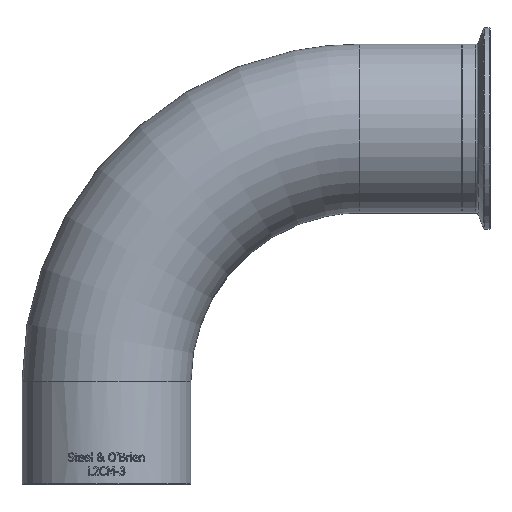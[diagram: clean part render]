
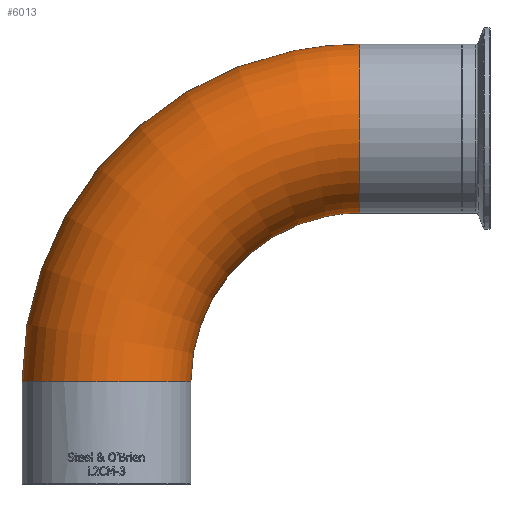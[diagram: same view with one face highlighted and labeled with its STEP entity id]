
A CAD part, top view. The second image highlights one B-rep face of the part: STEP entity #6013.
In plain terms, the highlighted toroidal (fillet/blend) face has major radius 114.3 mm and minor radius 38.1 mm.
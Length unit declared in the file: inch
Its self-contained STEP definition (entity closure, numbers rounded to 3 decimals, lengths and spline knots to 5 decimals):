
#25=TOROIDAL_SURFACE('',#6351,4.5,1.5);
#99=FACE_BOUND('',#1115,.T.);
#726=FACE_OUTER_BOUND('',#1114,.T.);
#1114=EDGE_LOOP('',(#5610));
#1115=EDGE_LOOP('',(#5611));
#2022=CIRCLE('',#6299,1.5);
#2045=CIRCLE('',#6350,1.5);
#2949=VERTEX_POINT('',#13246);
#2972=VERTEX_POINT('',#13320);
#3832=EDGE_CURVE('',#2949,#2949,#2022,.T.);
#3855=EDGE_CURVE('',#2972,#2972,#2045,.T.);
#5610=ORIENTED_EDGE('',*,*,#3855,.F.);
#5611=ORIENTED_EDGE('',*,*,#3832,.T.);
#6013=ADVANCED_FACE('',(#726,#99),#25,.T.);
#6299=AXIS2_PLACEMENT_3D('',#13247,#7307,#7308);
#6350=AXIS2_PLACEMENT_3D('',#13321,#7409,#7410);
#6351=AXIS2_PLACEMENT_3D('',#13322,#7411,#7412);
#7307=DIRECTION('center_axis',(0.,1.,0.));
#7308=DIRECTION('ref_axis',(-1.,0.,0.));
#7409=DIRECTION('center_axis',(1.,0.,0.));
#7410=DIRECTION('ref_axis',(0.,1.,0.));
#7411=DIRECTION('center_axis',(0.,0.,-1.));
#7412=DIRECTION('ref_axis',(-1.,0.,0.));
#13246=CARTESIAN_POINT('',(1.5,1.813,0.));
#13247=CARTESIAN_POINT('Origin',(0.,1.813,0.));
#13320=CARTESIAN_POINT('',(4.5,4.813,0.));
#13321=CARTESIAN_POINT('Origin',(4.5,6.313,0.));
#13322=CARTESIAN_POINT('Origin',(4.5,1.813,0.));
